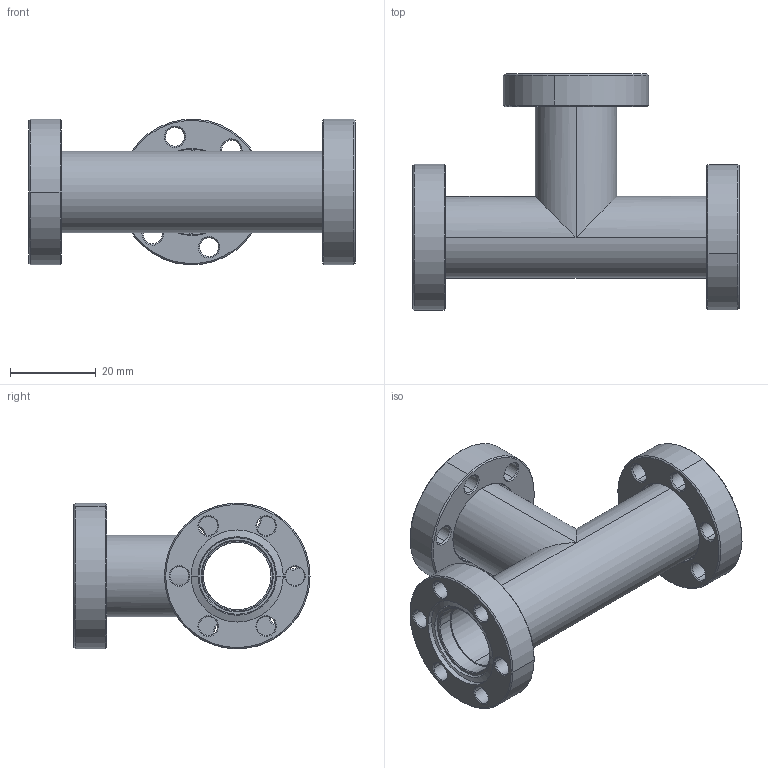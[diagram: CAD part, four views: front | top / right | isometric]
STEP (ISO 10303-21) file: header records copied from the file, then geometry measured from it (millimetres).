
FILE_DESCRIPTION (( 'STEP AP214' ), '1' );
FILE_NAME ('Hositrad_FT16-19R.STEP', '2016-05-27T13:51:15', ( '' ), ( '' ), 'SwSTEP 2.0', 'SolidWorks 2016', '' );
FILE_SCHEMA (( 'AUTOMOTIVE_DESIGN' ));
Length unit declared in the file: millimetre
Products named in the file (6): CF16-19-R; NW16CF-Innerring; NW16CF-Outerring; NW16CF-weld_CF16-19; Tee-Equal; Hositrad_FT16-19R
Assembly tree (6 placements, depth 3):
  Hositrad_FT16-19R
    Tee-Equal
    NW16CF-weld_CF16-19
    CF16-19-R  x2
      NW16CF-Outerring
      NW16CF-Innerring
Bounding box: 76.2 x 55.1 x 34 mm (x, y, z)
Volume: 20549.2 mm3; surface area: 20557.7 mm2
Topology: 6 solids, 6 shells, 211 faces, 462 edges, 264 vertices
Faces by surface type: cone 112, cylinder 78, plane 19, bspline 2
Entity records: 4340 total; most frequent: CARTESIAN_POINT 837, DIRECTION 780, ORIENTED_EDGE 620, AXIS2_PLACEMENT_3D 325, EDGE_CURVE 310, EDGE_LOOP 180, VERTEX_POINT 178, CIRCLE 174
